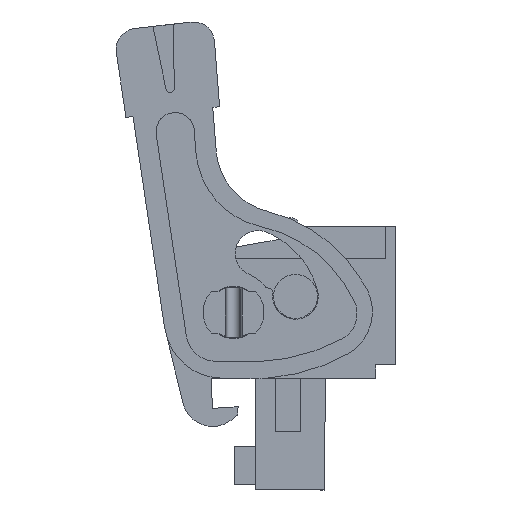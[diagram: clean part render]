
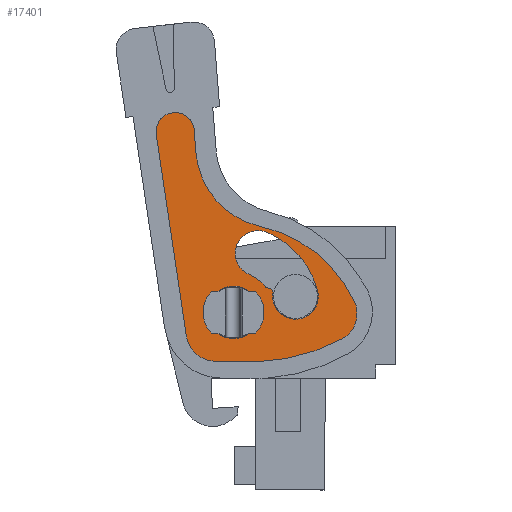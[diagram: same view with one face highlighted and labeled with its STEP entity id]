
A CAD part, left-side view. The second image highlights one B-rep face of the part: STEP entity #17401.
In plain terms, the highlighted planar face has unit normal (-1, 0, 0).
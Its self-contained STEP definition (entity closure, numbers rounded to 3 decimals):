
#16241=AXIS2_PLACEMENT_3D('Plane Axis2P3D',#16238,#16239,#16240) ;
#16773=AXIS2_PLACEMENT_3D('Circle Axis2P3D',#16771,#16772,$) ;
#16912=AXIS2_PLACEMENT_3D('Circle Axis2P3D',#16910,#16911,$) ;
#16937=AXIS2_PLACEMENT_3D('Circle Axis2P3D',#16935,#16936,$) ;
#16962=AXIS2_PLACEMENT_3D('Circle Axis2P3D',#16960,#16961,$) ;
#16987=AXIS2_PLACEMENT_3D('Circle Axis2P3D',#16985,#16986,$) ;
#17319=AXIS2_PLACEMENT_3D('Circle Axis2P3D',#17317,#17318,$) ;
#17328=AXIS2_PLACEMENT_3D('Circle Axis2P3D',#17326,#17327,$) ;
#17335=AXIS2_PLACEMENT_3D('Circle Axis2P3D',#17333,#17334,$) ;
#17342=AXIS2_PLACEMENT_3D('Circle Axis2P3D',#17340,#17341,$) ;
#17349=AXIS2_PLACEMENT_3D('Circle Axis2P3D',#17347,#17348,$) ;
#17356=AXIS2_PLACEMENT_3D('Circle Axis2P3D',#17354,#17355,$) ;
#17363=AXIS2_PLACEMENT_3D('Circle Axis2P3D',#17361,#17362,$) ;
#17370=AXIS2_PLACEMENT_3D('Circle Axis2P3D',#17368,#17369,$) ;
#17385=AXIS2_PLACEMENT_3D('Circle Axis2P3D',#17383,#17384,$) ;
#17394=AXIS2_PLACEMENT_3D('Circle Axis2P3D',#17392,#17393,$) ;
#16238=CARTESIAN_POINT('Axis2P3D Location',(1.1,1.4,0.)) ;
#16771=CARTESIAN_POINT('Axis2P3D Location',(1.1,10.645,9.383)) ;
#16775=CARTESIAN_POINT('Vertex',(1.1,10.665,7.61)) ;
#16777=CARTESIAN_POINT('Vertex',(1.1,12.398,9.121)) ;
#16803=CARTESIAN_POINT('Line Origine',(1.1,13.287,15.072)) ;
#16807=CARTESIAN_POINT('Vertex',(1.1,14.176,21.023)) ;
#16829=CARTESIAN_POINT('Control Point',(1.1,14.176,21.023)) ;
#16830=CARTESIAN_POINT('Control Point',(1.1,14.229,21.374)) ;
#16831=CARTESIAN_POINT('Control Point',(1.1,14.144,21.746)) ;
#16832=CARTESIAN_POINT('Control Point',(1.1,13.907,22.065)) ;
#16833=CARTESIAN_POINT('Control Point',(1.1,13.246,22.446)) ;
#16834=CARTESIAN_POINT('Control Point',(1.1,12.502,22.275)) ;
#16835=CARTESIAN_POINT('Control Point',(1.1,12.183,22.039)) ;
#16836=CARTESIAN_POINT('Control Point',(1.1,11.992,21.709)) ;
#16837=CARTESIAN_POINT('Control Point',(1.1,11.94,21.357)) ;
#16838=CARTESIAN_POINT('Vertex',(1.1,11.94,21.357)) ;
#16860=CARTESIAN_POINT('Control Point',(1.1,11.94,21.357)) ;
#16861=CARTESIAN_POINT('Control Point',(1.1,11.936,21.331)) ;
#16862=CARTESIAN_POINT('Control Point',(1.1,11.933,21.305)) ;
#16863=CARTESIAN_POINT('Control Point',(1.1,11.931,21.279)) ;
#16864=CARTESIAN_POINT('Vertex',(1.1,11.931,21.279)) ;
#16885=CARTESIAN_POINT('Line Origine',(1.1,11.879,20.618)) ;
#16889=CARTESIAN_POINT('Vertex',(1.1,11.827,19.957)) ;
#16910=CARTESIAN_POINT('Axis2P3D Location',(1.1,6.976,20.339)) ;
#16914=CARTESIAN_POINT('Vertex',(1.1,8.015,15.585)) ;
#16935=CARTESIAN_POINT('Axis2P3D Location',(1.1,9.73,7.737)) ;
#16939=CARTESIAN_POINT('Vertex',(1.1,2.462,11.157)) ;
#16960=CARTESIAN_POINT('Axis2P3D Location',(1.1,4.004,10.431)) ;
#16964=CARTESIAN_POINT('Vertex',(1.1,3.202,8.927)) ;
#16985=CARTESIAN_POINT('Axis2P3D Location',(1.1,8.615,19.073)) ;
#16989=CARTESIAN_POINT('Vertex',(1.1,8.181,7.582)) ;
#17010=CARTESIAN_POINT('Line Origine',(1.1,9.423,7.596)) ;
#17317=CARTESIAN_POINT('Axis2P3D Location',(1.1,7.517,12.189)) ;
#17321=CARTESIAN_POINT('Vertex',(1.1,7.517,11.939)) ;
#17323=CARTESIAN_POINT('Vertex',(1.1,7.711,12.031)) ;
#17326=CARTESIAN_POINT('Axis2P3D Location',(1.1,9.6,10.5)) ;
#17330=CARTESIAN_POINT('Vertex',(1.1,8.672,12.747)) ;
#17333=CARTESIAN_POINT('Axis2P3D Location',(1.1,8.156,13.995)) ;
#17337=CARTESIAN_POINT('Vertex',(1.1,7.641,15.242)) ;
#17340=CARTESIAN_POINT('Axis2P3D Location',(1.1,9.6,10.5)) ;
#17344=CARTESIAN_POINT('Vertex',(1.1,4.633,11.789)) ;
#17347=CARTESIAN_POINT('Axis2P3D Location',(1.1,5.94,11.45)) ;
#17351=CARTESIAN_POINT('Vertex',(1.1,7.247,11.111)) ;
#17354=CARTESIAN_POINT('Axis2P3D Location',(1.1,5.94,11.45)) ;
#17358=CARTESIAN_POINT('Vertex',(1.1,7.286,11.555)) ;
#17361=CARTESIAN_POINT('Axis2P3D Location',(1.1,6.887,11.524)) ;
#17365=CARTESIAN_POINT('Vertex',(1.1,7.274,11.625)) ;
#17368=CARTESIAN_POINT('Axis2P3D Location',(1.1,7.516,11.689)) ;
#17383=CARTESIAN_POINT('Axis2P3D Location',(1.1,9.6,10.5)) ;
#17387=CARTESIAN_POINT('Vertex',(1.1,9.6,8.95)) ;
#17389=CARTESIAN_POINT('Vertex',(1.1,9.6,12.05)) ;
#17392=CARTESIAN_POINT('Axis2P3D Location',(1.1,9.6,10.5)) ;
#16239=DIRECTION('Axis2P3D Direction',(1.,0.,0.)) ;
#16240=DIRECTION('Axis2P3D XDirection',(0.,1.,0.)) ;
#16772=DIRECTION('Axis2P3D Direction',(1.,0.,0.)) ;
#16804=DIRECTION('Vector Direction',(0.,0.148,0.989)) ;
#16886=DIRECTION('Vector Direction',(0.,-0.078,-0.997)) ;
#16911=DIRECTION('Axis2P3D Direction',(1.,0.,0.)) ;
#16936=DIRECTION('Axis2P3D Direction',(1.,0.,0.)) ;
#16961=DIRECTION('Axis2P3D Direction',(1.,0.,0.)) ;
#16986=DIRECTION('Axis2P3D Direction',(1.,0.,0.)) ;
#17011=DIRECTION('Vector Direction',(0.,1.,0.011)) ;
#17318=DIRECTION('Axis2P3D Direction',(1.,0.,0.)) ;
#17327=DIRECTION('Axis2P3D Direction',(1.,0.,0.)) ;
#17334=DIRECTION('Axis2P3D Direction',(1.,0.,0.)) ;
#17341=DIRECTION('Axis2P3D Direction',(1.,0.,0.)) ;
#17348=DIRECTION('Axis2P3D Direction',(1.,0.,0.)) ;
#17355=DIRECTION('Axis2P3D Direction',(1.,0.,0.)) ;
#17362=DIRECTION('Axis2P3D Direction',(1.,0.,0.)) ;
#17369=DIRECTION('Axis2P3D Direction',(1.,0.,0.)) ;
#17384=DIRECTION('Axis2P3D Direction',(1.,0.,0.)) ;
#17393=DIRECTION('Axis2P3D Direction',(1.,0.,0.)) ;
#16805=VECTOR('Line Direction',#16804,1.) ;
#16887=VECTOR('Line Direction',#16886,1.) ;
#17012=VECTOR('Line Direction',#17011,1.) ;
#17306=ORIENTED_EDGE('',*,*,#16779,.F.) ;
#17307=ORIENTED_EDGE('',*,*,#17014,.F.) ;
#17308=ORIENTED_EDGE('',*,*,#16991,.F.) ;
#17309=ORIENTED_EDGE('',*,*,#16966,.F.) ;
#17310=ORIENTED_EDGE('',*,*,#16941,.F.) ;
#17311=ORIENTED_EDGE('',*,*,#16916,.F.) ;
#17312=ORIENTED_EDGE('',*,*,#16891,.F.) ;
#17313=ORIENTED_EDGE('',*,*,#16866,.F.) ;
#17314=ORIENTED_EDGE('',*,*,#16840,.F.) ;
#17315=ORIENTED_EDGE('',*,*,#16809,.F.) ;
#17374=ORIENTED_EDGE('',*,*,#17325,.T.) ;
#17375=ORIENTED_EDGE('',*,*,#17332,.F.) ;
#17376=ORIENTED_EDGE('',*,*,#17339,.T.) ;
#17377=ORIENTED_EDGE('',*,*,#17346,.T.) ;
#17378=ORIENTED_EDGE('',*,*,#17353,.T.) ;
#17379=ORIENTED_EDGE('',*,*,#17360,.T.) ;
#17380=ORIENTED_EDGE('',*,*,#17367,.T.) ;
#17381=ORIENTED_EDGE('',*,*,#17372,.F.) ;
#17398=ORIENTED_EDGE('',*,*,#17391,.T.) ;
#17399=ORIENTED_EDGE('',*,*,#17396,.T.) ;
#17382=FACE_BOUND('',#17373,.T.) ;
#17400=FACE_BOUND('',#17397,.T.) ;
#17401=ADVANCED_FACE('lock.1',(#17316,#17382,#17400),#16242,.F.) ;
#16828=B_SPLINE_CURVE_WITH_KNOTS('',5,(#16829,#16830,#16831,#16832,#16833,#16834,#16835,#16836,#16837),.UNSPECIFIED.,.F.,.U.,(6,3,6),(-1.776,0.,1.776),.UNSPECIFIED.) ;
#16859=B_SPLINE_CURVE_WITH_KNOTS('',3,(#16860,#16861,#16862,#16863),.UNSPECIFIED.,.F.,.U.,(4,4),(-0.039,0.039),.UNSPECIFIED.) ;
#16774=CIRCLE('generated circle',#16773,1.773) ;
#16913=CIRCLE('generated circle',#16912,4.866) ;
#16938=CIRCLE('generated circle',#16937,8.033) ;
#16963=CIRCLE('generated circle',#16962,1.705) ;
#16988=CIRCLE('generated circle',#16987,11.5) ;
#17320=CIRCLE('generated circle',#17319,0.25) ;
#17329=CIRCLE('generated circle',#17328,2.431) ;
#17336=CIRCLE('generated circle',#17335,1.35) ;
#17343=CIRCLE('generated circle',#17342,5.131) ;
#17350=CIRCLE('generated circle',#17349,1.35) ;
#17357=CIRCLE('generated circle',#17356,1.35) ;
#17364=CIRCLE('generated circle',#17363,0.4) ;
#17371=CIRCLE('generated circle',#17370,0.25) ;
#17386=CIRCLE('generated circle',#17385,1.55) ;
#17395=CIRCLE('generated circle',#17394,1.55) ;
#16779=EDGE_CURVE('',#16776,#16778,#16774,.T.) ;
#16809=EDGE_CURVE('',#16778,#16808,#16806,.T.) ;
#16840=EDGE_CURVE('',#16808,#16839,#16828,.T.) ;
#16866=EDGE_CURVE('',#16839,#16865,#16859,.T.) ;
#16891=EDGE_CURVE('',#16865,#16890,#16888,.T.) ;
#16916=EDGE_CURVE('',#16890,#16915,#16913,.F.) ;
#16941=EDGE_CURVE('',#16915,#16940,#16938,.T.) ;
#16966=EDGE_CURVE('',#16940,#16965,#16963,.T.) ;
#16991=EDGE_CURVE('',#16965,#16990,#16988,.T.) ;
#17014=EDGE_CURVE('',#16990,#16776,#17013,.T.) ;
#17325=EDGE_CURVE('',#17322,#17324,#17320,.T.) ;
#17332=EDGE_CURVE('',#17331,#17324,#17329,.T.) ;
#17339=EDGE_CURVE('',#17331,#17338,#17336,.T.) ;
#17346=EDGE_CURVE('',#17338,#17345,#17343,.T.) ;
#17353=EDGE_CURVE('',#17345,#17352,#17350,.T.) ;
#17360=EDGE_CURVE('',#17352,#17359,#17357,.T.) ;
#17367=EDGE_CURVE('',#17359,#17366,#17364,.T.) ;
#17372=EDGE_CURVE('',#17322,#17366,#17371,.T.) ;
#17391=EDGE_CURVE('',#17388,#17390,#17386,.T.) ;
#17396=EDGE_CURVE('',#17390,#17388,#17395,.T.) ;
#17305=EDGE_LOOP('',(#17306,#17307,#17308,#17309,#17310,#17311,#17312,#17313,#17314,#17315)) ;
#17373=EDGE_LOOP('',(#17374,#17375,#17376,#17377,#17378,#17379,#17380,#17381)) ;
#17397=EDGE_LOOP('',(#17398,#17399)) ;
#17316=FACE_OUTER_BOUND('',#17305,.T.) ;
#16806=LINE('Line',#16803,#16805) ;
#16888=LINE('Line',#16885,#16887) ;
#17013=LINE('Line',#17010,#17012) ;
#16242=PLANE('',#16241) ;
#16776=VERTEX_POINT('',#16775) ;
#16778=VERTEX_POINT('',#16777) ;
#16808=VERTEX_POINT('',#16807) ;
#16839=VERTEX_POINT('',#16838) ;
#16865=VERTEX_POINT('',#16864) ;
#16890=VERTEX_POINT('',#16889) ;
#16915=VERTEX_POINT('',#16914) ;
#16940=VERTEX_POINT('',#16939) ;
#16965=VERTEX_POINT('',#16964) ;
#16990=VERTEX_POINT('',#16989) ;
#17322=VERTEX_POINT('',#17321) ;
#17324=VERTEX_POINT('',#17323) ;
#17331=VERTEX_POINT('',#17330) ;
#17338=VERTEX_POINT('',#17337) ;
#17345=VERTEX_POINT('',#17344) ;
#17352=VERTEX_POINT('',#17351) ;
#17359=VERTEX_POINT('',#17358) ;
#17366=VERTEX_POINT('',#17365) ;
#17388=VERTEX_POINT('',#17387) ;
#17390=VERTEX_POINT('',#17389) ;
